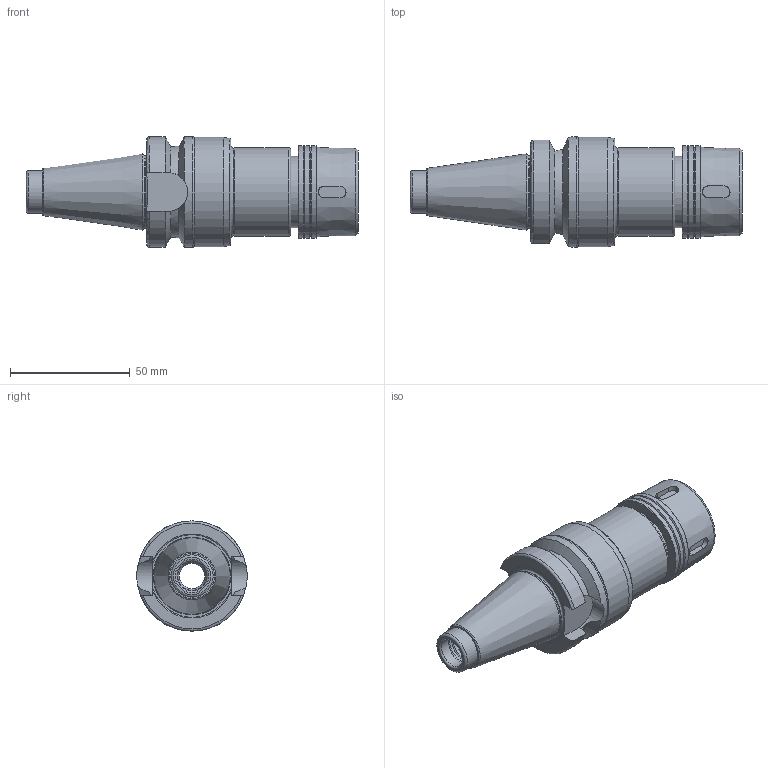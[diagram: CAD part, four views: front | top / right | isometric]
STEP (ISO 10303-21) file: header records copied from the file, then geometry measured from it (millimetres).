
FILE_DESCRIPTION((''),'2;1');
FILE_NAME('244603016090-3D.stp','2020-05-12T18:43:05',('nttooll'),(''),'Autodesk Inventor 2012','Autodesk Inventor 2012','');
FILE_SCHEMA(('AUTOMOTIVE_DESIGN { 1 0 10303 214 1 1 1 1 }'));
Length unit declared in the file: millimetre
Products named in the file (1): 244603016090-3D
Bounding box: 138.4 x 46 x 46 mm (x, y, z)
Volume: 100795.4 mm3; surface area: 27348.4 mm2
Topology: 1 solids, 1 shells, 106 faces, 230 edges, 142 vertices
Faces by surface type: cylinder 35, plane 35, cone 26, torus 10
Full cylindrical faces by diameter (mm): 10.5 x1, 12 x1, 12.5 x1, 12.9 x1, 16.3 x1, 17 x1, 17.5 x1, 17.6 x1, 20 x1, 22.1 x1, 24.5 x1, 28 x1, 30 x1, 30.8 x1, 36.6 x1, 37 x1, 38.4 x3, 45.5 x1, 46 x1
Entity records: 2818 total; most frequent: CARTESIAN_POINT 717, DIRECTION 438, ORIENTED_EDGE 354, AXIS2_PLACEMENT_3D 196, EDGE_CURVE 177, EDGE_LOOP 174, VERTEX_POINT 139, FACE_OUTER_BOUND 106
